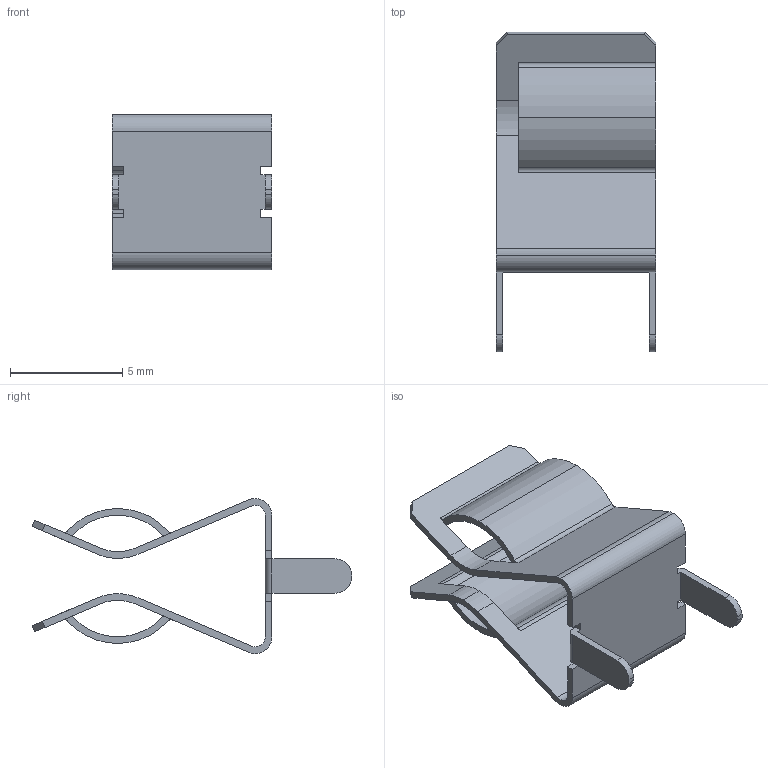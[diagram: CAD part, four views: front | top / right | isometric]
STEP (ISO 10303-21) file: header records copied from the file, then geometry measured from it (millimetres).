
FILE_DESCRIPTION (( 'STEP AP214' ), '1' );
FILE_NAME ('User Library-littelfuse_102_071.STEP', '2014-04-15T13:18:33', ( 'Windows User' ), ( '' ), 'SwSTEP 2.0', 'SolidWorks 2014', '' );
FILE_SCHEMA (( 'AUTOMOTIVE_DESIGN' ));
Length unit declared in the file: millimetre
Products named in the file (1): User Library-littelfuse_102_071
Bounding box: 7.11 x 14.22 x 6.89 mm (x, y, z)
Volume: 64.5 mm3; surface area: 461.8 mm2
Topology: 1 solids, 1 shells, 78 faces, 236 edges, 156 vertices
Faces by surface type: plane 42, cylinder 36
Entity records: 2706 total; most frequent: ORIENTED_EDGE 472, CARTESIAN_POINT 471, DIRECTION 470, EDGE_CURVE 236, LINE 160, VECTOR 160, VERTEX_POINT 156, AXIS2_PLACEMENT_3D 155
